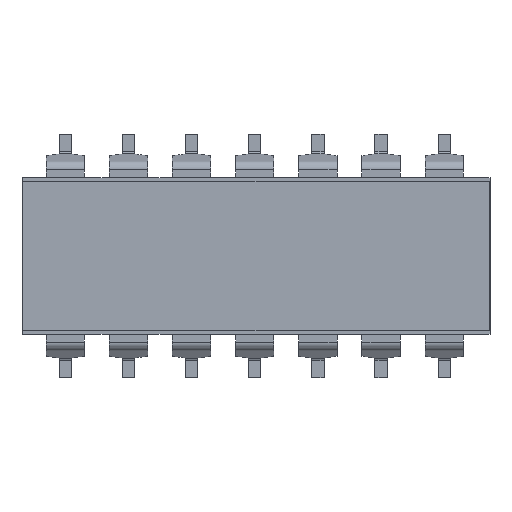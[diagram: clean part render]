
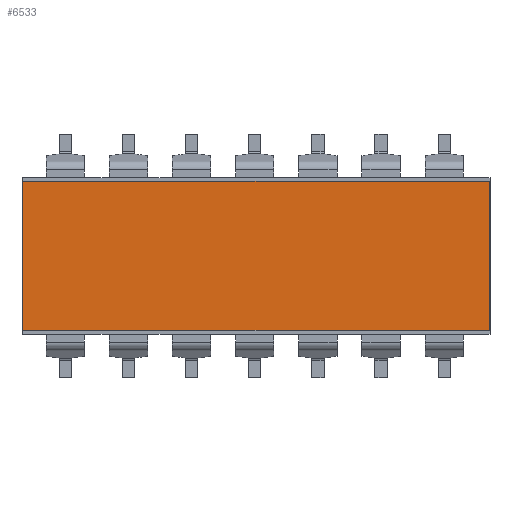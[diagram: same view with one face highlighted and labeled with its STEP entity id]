
A CAD part, top view. The second image highlights one B-rep face of the part: STEP entity #6533.
In plain terms, the highlighted planar face has unit normal (0, 0, 1).
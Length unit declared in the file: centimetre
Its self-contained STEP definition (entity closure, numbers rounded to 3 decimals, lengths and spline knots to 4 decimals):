
#443=FACE_OUTER_BOUND('',#800,.T.);
#800=EDGE_LOOP('',(#5407,#5408,#5409,#5410));
#1457=LINE('',#10209,#2285);
#1458=LINE('',#10211,#2286);
#1459=LINE('',#10213,#2287);
#1460=LINE('',#10214,#2288);
#2285=VECTOR('',#8393,1.);
#2286=VECTOR('',#8394,1.);
#2287=VECTOR('',#8395,1.);
#2288=VECTOR('',#8396,1.);
#2981=VERTEX_POINT('',#10207);
#2982=VERTEX_POINT('',#10208);
#2983=VERTEX_POINT('',#10210);
#2984=VERTEX_POINT('',#10212);
#3819=EDGE_CURVE('',#2981,#2982,#1457,.T.);
#3820=EDGE_CURVE('',#2982,#2983,#1458,.T.);
#3821=EDGE_CURVE('',#2983,#2984,#1459,.T.);
#3822=EDGE_CURVE('',#2984,#2981,#1460,.T.);
#5407=ORIENTED_EDGE('',*,*,#3819,.T.);
#5408=ORIENTED_EDGE('',*,*,#3820,.T.);
#5409=ORIENTED_EDGE('',*,*,#3821,.T.);
#5410=ORIENTED_EDGE('',*,*,#3822,.T.);
#6177=PLANE('',#7023);
#6533=ADVANCED_FACE('',(#443),#6177,.F.);
#7023=AXIS2_PLACEMENT_3D('',#10206,#8391,#8392);
#8391=DIRECTION('center_axis',(0.,0.,-1.));
#8392=DIRECTION('ref_axis',(1.,0.,0.));
#8393=DIRECTION('',(1.,0.,0.));
#8394=DIRECTION('',(0.,1.,0.));
#8395=DIRECTION('',(-1.,0.,0.));
#8396=DIRECTION('',(0.,-1.,0.));
#10206=CARTESIAN_POINT('Origin',(0.,0.,
0.313));
#10207=CARTESIAN_POINT('',(-0.937,-0.3,0.313));
#10208=CARTESIAN_POINT('',(0.937,-0.3,0.313));
#10209=CARTESIAN_POINT('',(-0.937,-0.3,0.313));
#10210=CARTESIAN_POINT('',(0.937,0.3,0.313));
#10211=CARTESIAN_POINT('',(0.937,-0.3,0.313));
#10212=CARTESIAN_POINT('',(-0.937,0.3,0.313));
#10213=CARTESIAN_POINT('',(0.937,0.3,0.313));
#10214=CARTESIAN_POINT('',(-0.937,0.3,0.313));
